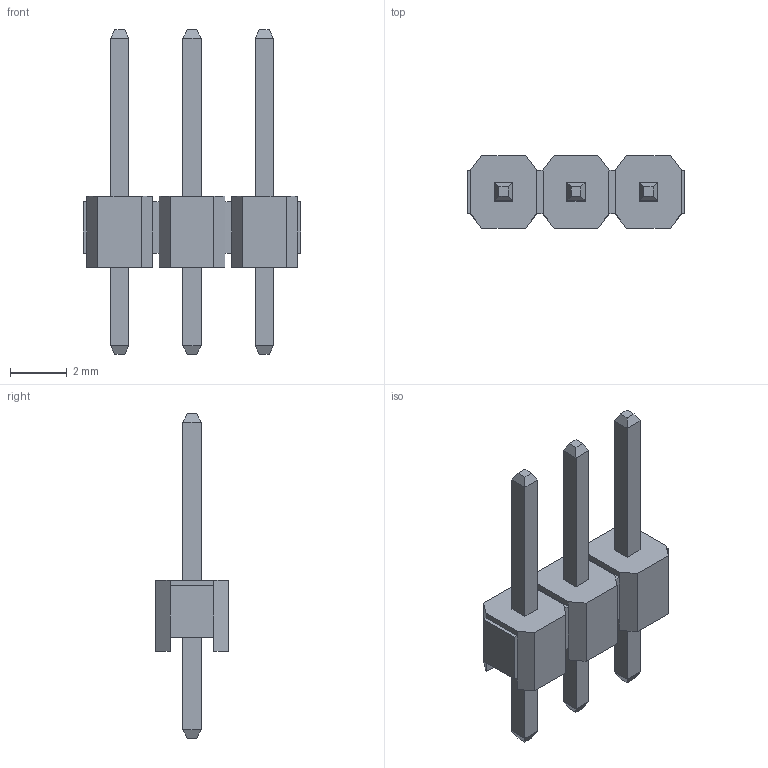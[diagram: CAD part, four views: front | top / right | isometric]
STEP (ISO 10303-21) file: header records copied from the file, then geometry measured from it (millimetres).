
FILE_DESCRIPTION(('FreeCAD Model'),'2;1');
FILE_NAME('HEADER_M_2.54MM_1R3P_ST_AU_PTH.step','2020-02-05T22:11:38',('Author'),(''), 'Open CASCADE STEP processor 7.3','FreeCAD','Unknown');
FILE_SCHEMA(('AUTOMOTIVE_DESIGN { 1 0 10303 214 1 1 1 1 }'));
Length unit declared in the file: millimetre
Products named in the file (1): _____C003SAAN-RC
Bounding box: 7.62 x 2.54 x 11.39 mm (x, y, z)
Volume: 48.7 mm3; surface area: 193.6 mm2
Topology: 4 solids, 4 shells, 120 faces, 1380 edges, 5684 vertices
Faces by surface type: plane 120
Entity records: 16244 total; most frequent: CARTESIAN_POINT 7185, DIRECTION 1622, LINE 1380, VECTOR 1380, GEOMETRIC_CURVE_SET 1105, TRIMMED_CURVE 1104, ORIENTED_EDGE 552, EDGE_CURVE 276
